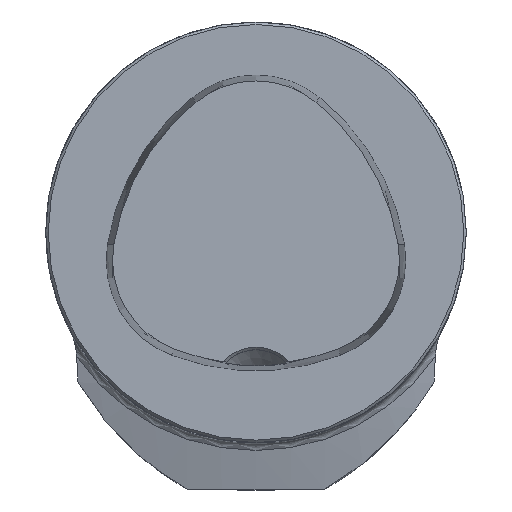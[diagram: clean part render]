
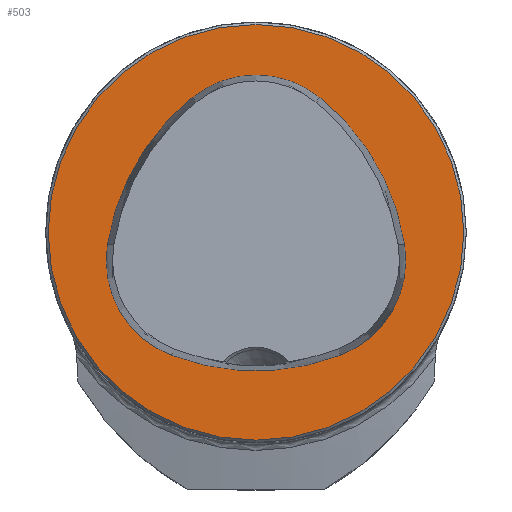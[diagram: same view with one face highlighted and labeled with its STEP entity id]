
A CAD part, top view. The second image highlights one B-rep face of the part: STEP entity #503.
In plain terms, the highlighted planar face has unit normal (0, 0, 1).
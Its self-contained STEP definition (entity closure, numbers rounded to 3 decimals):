
#118=FACE_BOUND('',#702,.T.);
#119=FACE_BOUND('',#703,.T.);
#183=PLANE('',#2013);
#503=ADVANCED_FACE('CU_FL_N1_SU_1',(#118,#119),#183,.T.);
#702=EDGE_LOOP('',(#1034,#1035,#1036,#1037,#1038,#1039));
#703=EDGE_LOOP('',(#1040));
#1034=ORIENTED_EDGE('',*,*,#1719,.F.);
#1035=ORIENTED_EDGE('',*,*,#1720,.F.);
#1036=ORIENTED_EDGE('',*,*,#1721,.F.);
#1037=ORIENTED_EDGE('',*,*,#1722,.F.);
#1038=ORIENTED_EDGE('',*,*,#1716,.F.);
#1039=ORIENTED_EDGE('',*,*,#1723,.F.);
#1040=ORIENTED_EDGE('',*,*,#1724,.T.);
#1506=VERTEX_POINT('',#3148);
#1507=VERTEX_POINT('',#3150);
#1509=VERTEX_POINT('',#3156);
#1510=VERTEX_POINT('',#3157);
#1511=VERTEX_POINT('',#3159);
#1512=VERTEX_POINT('',#3161);
#1513=VERTEX_POINT('',#3165);
#1716=EDGE_CURVE('',#1506,#1507,#1861,.T.);
#1719=EDGE_CURVE('',#1509,#1510,#1863,.T.);
#1720=EDGE_CURVE('',#1511,#1509,#1864,.T.);
#1721=EDGE_CURVE('',#1512,#1511,#1865,.T.);
#1722=EDGE_CURVE('',#1507,#1512,#1866,.T.);
#1723=EDGE_CURVE('',#1510,#1506,#1867,.T.);
#1724=EDGE_CURVE('',#1513,#1513,#1868,.T.);
#1861=CIRCLE('',#2004,28.075);
#1863=CIRCLE('',#2007,28.075);
#1864=CIRCLE('',#2008,12.075);
#1865=CIRCLE('',#2009,28.075);
#1866=CIRCLE('',#2010,12.075);
#1867=CIRCLE('',#2011,12.075);
#1868=CIRCLE('',#2012,24.7);
#2004=AXIS2_PLACEMENT_3D('',#3149,#2280,#2281);
#2007=AXIS2_PLACEMENT_3D('',#3155,#2287,#2288);
#2008=AXIS2_PLACEMENT_3D('',#3158,#2289,#2290);
#2009=AXIS2_PLACEMENT_3D('',#3160,#2291,#2292);
#2010=AXIS2_PLACEMENT_3D('',#3162,#2293,#2294);
#2011=AXIS2_PLACEMENT_3D('',#3163,#2295,#2296);
#2012=AXIS2_PLACEMENT_3D('',#3164,#2297,#2298);
#2013=AXIS2_PLACEMENT_3D('',#3166,#2299,#2300);
#2280=DIRECTION('',(0.,0.,1.));
#2281=DIRECTION('',(1.,0.,0.));
#2287=DIRECTION('',(0.,0.,1.));
#2288=DIRECTION('',(1.,0.,0.));
#2289=DIRECTION('',(0.,0.,1.));
#2290=DIRECTION('',(1.,0.,0.));
#2291=DIRECTION('',(0.,0.,1.));
#2292=DIRECTION('',(1.,0.,0.));
#2293=DIRECTION('',(0.,0.,1.));
#2294=DIRECTION('',(1.,0.,0.));
#2295=DIRECTION('',(0.,0.,1.));
#2296=DIRECTION('',(1.,0.,0.));
#2297=DIRECTION('',(0.,0.,1.));
#2298=DIRECTION('',(1.,0.,0.));
#2299=DIRECTION('',(0.,0.,1.));
#2300=DIRECTION('',(1.,0.,0.));
#3148=CARTESIAN_POINT('',(-10.05,-14.595,0.));
#3149=CARTESIAN_POINT('',(0.,11.62,0.));
#3150=CARTESIAN_POINT('',(10.05,-14.595,0.));
#3155=CARTESIAN_POINT('',(10.078,-5.807,0.));
#3156=CARTESIAN_POINT('',(-7.606,15.999,0.));
#3157=CARTESIAN_POINT('',(-17.656,-1.443,0.));
#3158=CARTESIAN_POINT('',(0.,6.62,0.));
#3159=CARTESIAN_POINT('',(7.606,15.999,0.));
#3160=CARTESIAN_POINT('',(-10.078,-5.807,0.));
#3161=CARTESIAN_POINT('',(17.656,-1.443,0.));
#3162=CARTESIAN_POINT('',(5.727,-3.32,0.));
#3163=CARTESIAN_POINT('',(-5.727,-3.32,0.));
#3164=CARTESIAN_POINT('',(0.,0.,0.));
#3165=CARTESIAN_POINT('',(24.7,0.,0.));
#3166=CARTESIAN_POINT('',(0.,0.,0.));
